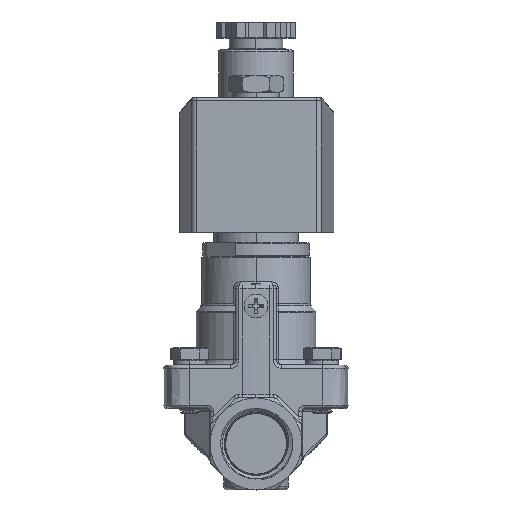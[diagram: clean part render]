
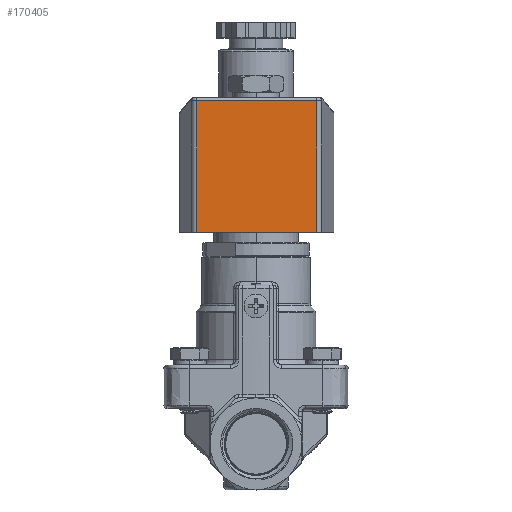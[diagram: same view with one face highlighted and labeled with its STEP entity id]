
A CAD part, top view. The second image highlights one B-rep face of the part: STEP entity #170405.
In plain terms, the highlighted planar face has unit normal (0, 0, 1).
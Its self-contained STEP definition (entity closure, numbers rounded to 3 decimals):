
#3161 = CARTESIAN_POINT ( 'NONE',  ( -17.484, 115.596, 27. ) ) ;
#3700 = DIRECTION ( 'NONE',  ( 0., 1., 0. ) ) ;
#14904 = VECTOR ( 'NONE', #3700, 1000. ) ;
#15001 = FACE_OUTER_BOUND ( 'NONE', #72229, .T. ) ;
#20748 = DIRECTION ( 'NONE',  ( 0., 0., 1. ) ) ;
#32517 = ORIENTED_EDGE ( 'NONE', *, *, #125628, .F. ) ;
#34924 = EDGE_CURVE ( 'NONE', #112488, #46070, #61399, .T. ) ;
#35669 = ORIENTED_EDGE ( 'NONE', *, *, #82056, .F. ) ;
#36522 = AXIS2_PLACEMENT_3D ( 'NONE', #99288, #20748, #112538 ) ;
#37059 = LINE ( 'NONE', #46967, #102692 ) ;
#46070 = VERTEX_POINT ( 'NONE', #91377 ) ;
#46585 = PLANE ( 'NONE',  #36522 ) ;
#46967 = CARTESIAN_POINT ( 'NONE',  ( -18.788, 75.8, 27. ) ) ;
#48347 = ORIENTED_EDGE ( 'NONE', *, *, #106199, .T. ) ;
#61399 = LINE ( 'NONE', #134108, #127027 ) ;
#68284 = LINE ( 'NONE', #3161, #14904 ) ;
#69951 = CARTESIAN_POINT ( 'NONE',  ( -17.484, 114.456, 27. ) ) ;
#72229 = EDGE_LOOP ( 'NONE', ( #146273, #48347, #35669, #32517 ) ) ;
#75346 = CARTESIAN_POINT ( 'NONE',  ( 17.907, 75.8, 27. ) ) ;
#82056 = EDGE_CURVE ( 'NONE', #98974, #98566, #68284, .T. ) ;
#91096 = VECTOR ( 'NONE', #106646, 1000. ) ;
#91377 = CARTESIAN_POINT ( 'NONE',  ( 17.907, 114.456, 27. ) ) ;
#98566 = VERTEX_POINT ( 'NONE', #69951 ) ;
#98974 = VERTEX_POINT ( 'NONE', #118003 ) ;
#99288 = CARTESIAN_POINT ( 'NONE',  ( -18.788, 115.456, 27. ) ) ;
#102692 = VECTOR ( 'NONE', #125526, 1000. ) ;
#106199 = EDGE_CURVE ( 'NONE', #46070, #98566, #126018, .T. ) ;
#106646 = DIRECTION ( 'NONE',  ( -1., 0., 0. ) ) ;
#112488 = VERTEX_POINT ( 'NONE', #75346 ) ;
#112538 = DIRECTION ( 'NONE',  ( 0., -1., 0. ) ) ;
#118003 = CARTESIAN_POINT ( 'NONE',  ( -17.484, 75.8, 27. ) ) ;
#119847 = CARTESIAN_POINT ( 'NONE',  ( -18.788, 114.456, 27. ) ) ;
#125526 = DIRECTION ( 'NONE',  ( -1., 0., 0. ) ) ;
#125628 = EDGE_CURVE ( 'NONE', #112488, #98974, #37059, .T. ) ;
#126018 = LINE ( 'NONE', #119847, #91096 ) ;
#127027 = VECTOR ( 'NONE', #147318, 1000. ) ;
#134108 = CARTESIAN_POINT ( 'NONE',  ( 17.907, 115.456, 27. ) ) ;
#146273 = ORIENTED_EDGE ( 'NONE', *, *, #34924, .T. ) ;
#147318 = DIRECTION ( 'NONE',  ( 0., 1., 0. ) ) ;
#170405 = ADVANCED_FACE ( 'NONE', ( #15001 ), #46585, .T. ) ;
